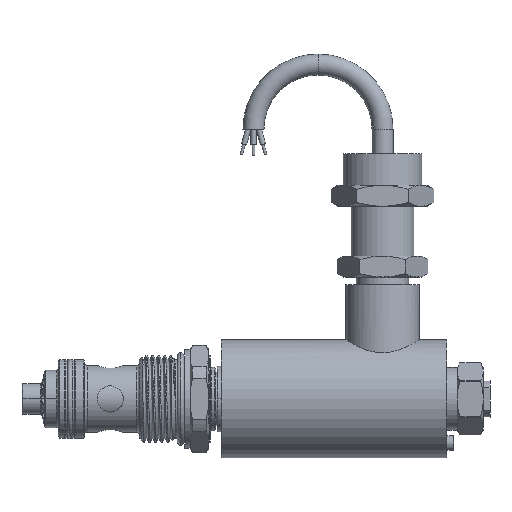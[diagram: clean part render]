
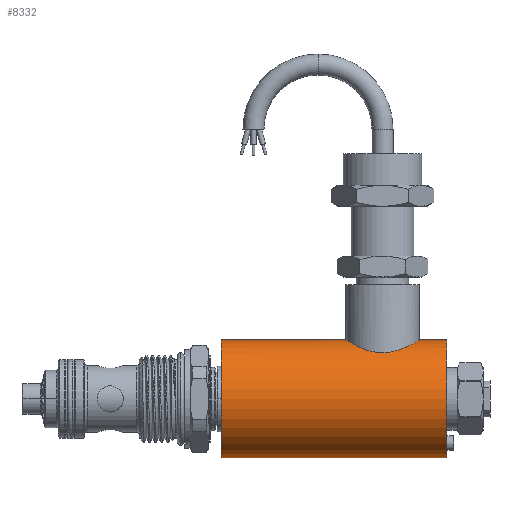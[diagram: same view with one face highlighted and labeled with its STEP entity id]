
A CAD part, front view. The second image highlights one B-rep face of the part: STEP entity #8332.
In plain terms, the highlighted cylindrical face has radius 22.5 mm (diameter 45 mm), a partial arc.
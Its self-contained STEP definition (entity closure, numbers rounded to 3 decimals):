
#284 = CARTESIAN_POINT ( 'NONE',  ( 64.925, -7.1, 21.354 ) ) ;
#425 = AXIS2_PLACEMENT_3D ( 'NONE', #4586, #8931, #11993 ) ;
#833 = VERTEX_POINT ( 'NONE', #6283 ) ;
#1096 = CARTESIAN_POINT ( 'NONE',  ( 90.625, -3.254, 22.268 ) ) ;
#1189 = CARTESIAN_POINT ( 'NONE',  ( 88.083, -8.602, 20.806 ) ) ;
#1391 = ORIENTED_EDGE ( 'NONE', *, *, #3104, .F. ) ;
#1965 = DIRECTION ( 'NONE',  ( 1., 0., 0. ) ) ;
#2054 = DIRECTION ( 'NONE',  ( 0., 0., -1. ) ) ;
#2146 = CARTESIAN_POINT ( 'NONE',  ( 81.593, -13.233, 18.198 ) ) ;
#2196 = CARTESIAN_POINT ( 'NONE',  ( 89.715, -5.877, 21.723 ) ) ;
#2242 = CARTESIAN_POINT ( 'NONE',  ( 80.715, -13.506, 17.996 ) ) ;
#2283 = CARTESIAN_POINT ( 'NONE',  ( 65.918, -8.602, 20.806 ) ) ;
#2289 = LINE ( 'NONE', #13498, #11704 ) ;
#2449 = AXIS2_PLACEMENT_3D ( 'NONE', #6164, #8386, #2054 ) ;
#2465 = CARTESIAN_POINT ( 'NONE',  ( 65.161, -7.487, 21.222 ) ) ;
#3061 = LINE ( 'NONE', #4021, #11790 ) ;
#3104 = EDGE_CURVE ( 'NONE', #4479, #6818, #8882, .T. ) ;
#3109 = CARTESIAN_POINT ( 'NONE',  ( 82.026, -13.075, 18.313 ) ) ;
#3202 = CARTESIAN_POINT ( 'NONE',  ( 86.231, -10.535, 19.884 ) ) ;
#3246 = CARTESIAN_POINT ( 'NONE',  ( 89.08, -7.091, 21.358 ) ) ;
#3290 = CARTESIAN_POINT ( 'NONE',  ( 73.288, -13.532, 17.978 ) ) ;
#3480 = CARTESIAN_POINT ( 'NONE',  ( 63.121, -1.898, 22.425 ) ) ;
#3491 = EDGE_LOOP ( 'NONE', ( #1391, #5994, #10157, #4780, #8863, #9502 ) ) ;
#3520 = EDGE_CURVE ( 'NONE', #7565, #8822, #10350, .T. ) ;
#3994 = DIRECTION ( 'NONE',  ( 1., 0., 0. ) ) ;
#4021 = CARTESIAN_POINT ( 'NONE',  ( 15.5, 0., -22.5 ) ) ;
#4479 = VERTEX_POINT ( 'NONE', #5864 ) ;
#4586 = CARTESIAN_POINT ( 'NONE',  ( 101.5, 0., 0. ) ) ;
#4780 = ORIENTED_EDGE ( 'NONE', *, *, #13727, .F. ) ;
#4896 = EDGE_CURVE ( 'NONE', #7597, #833, #11453, .T. ) ;
#5181 = CARTESIAN_POINT ( 'NONE',  ( 91., 0., 22.5 ) ) ;
#5223 = CARTESIAN_POINT ( 'NONE',  ( 76.069, -13.977, 17.632 ) ) ;
#5265 = CARTESIAN_POINT ( 'NONE',  ( 70.734, -12.528, 18.691 ) ) ;
#5307 = CARTESIAN_POINT ( 'NONE',  ( 85.541, -11.101, 19.573 ) ) ;
#5350 = CARTESIAN_POINT ( 'NONE',  ( 79.357, -13.808, 17.765 ) ) ;
#5466 = CARTESIAN_POINT ( 'NONE',  ( 91., 0., 22.5 ) ) ;
#5577 = CARTESIAN_POINT ( 'NONE',  ( 63.751, -4.617, 22.038 ) ) ;
#5632 = CARTESIAN_POINT ( 'NONE',  ( 64.487, -6.295, 21.606 ) ) ;
#5831 = CARTESIAN_POINT ( 'NONE',  ( 15.5, 0., 22.5 ) ) ;
#5864 = CARTESIAN_POINT ( 'NONE',  ( 15.5, 0., -22.5 ) ) ;
#5994 = ORIENTED_EDGE ( 'NONE', *, *, #6053, .T. ) ;
#6053 = EDGE_CURVE ( 'NONE', #4479, #8822, #3061, .T. ) ;
#6164 = CARTESIAN_POINT ( 'NONE',  ( 15.5, 0., 0. ) ) ;
#6283 = CARTESIAN_POINT ( 'NONE',  ( 63., 0., 22.5 ) ) ;
#6287 = CARTESIAN_POINT ( 'NONE',  ( 71.147, -12.726, 18.556 ) ) ;
#6337 = CARTESIAN_POINT ( 'NONE',  ( 85.185, -11.367, 19.42 ) ) ;
#6425 = CARTESIAN_POINT ( 'NONE',  ( 76.537, -14., 17.614 ) ) ;
#6570 = CARTESIAN_POINT ( 'NONE',  ( 63.476, -3.739, 22.206 ) ) ;
#6818 = VERTEX_POINT ( 'NONE', #13510 ) ;
#6960 = DIRECTION ( 'NONE',  ( 1., 0., 0. ) ) ;
#7057 = DIRECTION ( 'NONE',  ( 1., 0., 0. ) ) ;
#7370 = CARTESIAN_POINT ( 'NONE',  ( 68.816, -11.367, 19.419 ) ) ;
#7402 = CARTESIAN_POINT ( 'NONE',  ( 91., -0.944, 22.5 ) ) ;
#7448 = CARTESIAN_POINT ( 'NONE',  ( 78.892, -13.88, 17.709 ) ) ;
#7498 = CARTESIAN_POINT ( 'NONE',  ( 90.072, -5.033, 21.934 ) ) ;
#7565 = VERTEX_POINT ( 'NONE', #7568 ) ;
#7568 = CARTESIAN_POINT ( 'NONE',  ( 101.5, 0., 22.5 ) ) ;
#7597 = VERTEX_POINT ( 'NONE', #5466 ) ;
#7637 = CARTESIAN_POINT ( 'NONE',  ( 66.485, -9.286, 20.506 ) ) ;
#8332 = ADVANCED_FACE ( 'NONE', ( #12812 ), #10643, .T. ) ;
#8386 = DIRECTION ( 'NONE',  ( -1., 0., 0. ) ) ;
#8399 = CARTESIAN_POINT ( 'NONE',  ( 87.514, -9.288, 20.506 ) ) ;
#8480 = CARTESIAN_POINT ( 'NONE',  ( 89.516, -6.289, 21.607 ) ) ;
#8532 = CARTESIAN_POINT ( 'NONE',  ( 90.905, -1.876, 22.441 ) ) ;
#8679 = CARTESIAN_POINT ( 'NONE',  ( 63.194, -2.367, 22.38 ) ) ;
#8785 = LINE ( 'NONE', #5831, #11249 ) ;
#8822 = VERTEX_POINT ( 'NONE', #8907 ) ;
#8863 = ORIENTED_EDGE ( 'NONE', *, *, #4896, .T. ) ;
#8882 = CIRCLE ( 'NONE', #2449, 22.5 ) ;
#8907 = CARTESIAN_POINT ( 'NONE',  ( 101.5, 0., -22.5 ) ) ;
#8931 = DIRECTION ( 'NONE',  ( 1., 0., 0. ) ) ;
#9502 = ORIENTED_EDGE ( 'NONE', *, *, #12450, .F. ) ;
#9514 = CARTESIAN_POINT ( 'NONE',  ( 68.458, -11.101, 19.573 ) ) ;
#9557 = CARTESIAN_POINT ( 'NONE',  ( 83.293, -12.54, 18.687 ) ) ;
#9638 = CARTESIAN_POINT ( 'NONE',  ( 74.669, -13.813, 17.762 ) ) ;
#9869 = CARTESIAN_POINT ( 'NONE',  ( 63.024, -0.952, 22.485 ) ) ;
#10157 = ORIENTED_EDGE ( 'NONE', *, *, #3520, .F. ) ;
#10350 = CIRCLE ( 'NONE', #425, 22.5 ) ;
#10511 = CARTESIAN_POINT ( 'NONE',  ( 88.842, -7.482, 21.223 ) ) ;
#10553 = CARTESIAN_POINT ( 'NONE',  ( 67.768, -10.534, 19.884 ) ) ;
#10643 = CYLINDRICAL_SURFACE ( 'NONE', #11536, 22.5 ) ;
#10690 = CARTESIAN_POINT ( 'NONE',  ( 72.41, -13.258, 18.184 ) ) ;
#10789 = CARTESIAN_POINT ( 'NONE',  ( 63., 0., 22.5 ) ) ;
#11249 = VECTOR ( 'NONE', #6960, 1000. ) ;
#11453 = B_SPLINE_CURVE_WITH_KNOTS ( 'NONE', 3,
 ( #5181, #7402, #8532, #1096, #12691, #12837, #7498, #2196, #8480, #3246, #10511, #1189, #8399, #11618, #3202, #5307, #6337, #11695, #9557, #3109, #2146, #2242, #11573, #5350, #7448, #12647, #12795, #6425, #5223, #12741, #9638, #3290, #10690, #6287, #5265, #13755, #13710, #7370, #9514, #10553, #11875, #7637, #2283, #2465, #284, #5632, #12922, #5577, #6570, #8679, #3480, #9869, #13020, #10789 ),
 .UNSPECIFIED., .F., .F.,
 ( 4, 2, 2, 2, 2, 2, 2, 2, 2, 2, 2, 2, 2, 2, 2, 2, 2, 2, 2, 2, 2, 2, 2, 2, 2, 2, 4 ),
 ( 0.045, 0.048, 0.049, 0.051, 0.052, 0.053, 0.056, 0.058, 0.059, 0.062, 0.063, 0.065, 0.066, 0.067, 0.069, 0.07, 0.073, 0.075, 0.076, 0.077, 0.079, 0.082, 0.083, 0.084, 0.087, 0.089, 0.09 ),
 .UNSPECIFIED. ) ;
#11536 = AXIS2_PLACEMENT_3D ( 'NONE', #12330, #7057, #13442 ) ;
#11573 = CARTESIAN_POINT ( 'NONE',  ( 80.268, -13.621, 17.909 ) ) ;
#11618 = CARTESIAN_POINT ( 'NONE',  ( 86.564, -10.233, 20.041 ) ) ;
#11695 = CARTESIAN_POINT ( 'NONE',  ( 84.079, -12.111, 18.971 ) ) ;
#11704 = VECTOR ( 'NONE', #3994, 1000. ) ;
#11790 = VECTOR ( 'NONE', #1965, 1000. ) ;
#11875 = CARTESIAN_POINT ( 'NONE',  ( 67.434, -10.232, 20.042 ) ) ;
#11993 = DIRECTION ( 'NONE',  ( 0., 0., 1. ) ) ;
#12330 = CARTESIAN_POINT ( 'NONE',  ( 15.5, 0., 0. ) ) ;
#12450 = EDGE_CURVE ( 'NONE', #6818, #833, #8785, .T. ) ;
#12647 = CARTESIAN_POINT ( 'NONE',  ( 77.947, -13.976, 17.633 ) ) ;
#12691 = CARTESIAN_POINT ( 'NONE',  ( 90.507, -3.712, 22.196 ) ) ;
#12741 = CARTESIAN_POINT ( 'NONE',  ( 75.136, -13.883, 17.706 ) ) ;
#12795 = CARTESIAN_POINT ( 'NONE',  ( 77.476, -14., 17.614 ) ) ;
#12812 = FACE_OUTER_BOUND ( 'NONE', #3491, .T. ) ;
#12837 = CARTESIAN_POINT ( 'NONE',  ( 90.231, -4.6, 22.029 ) ) ;
#12922 = CARTESIAN_POINT ( 'NONE',  ( 64.287, -5.881, 21.722 ) ) ;
#13020 = CARTESIAN_POINT ( 'NONE',  ( 63., -0.475, 22.5 ) ) ;
#13442 = DIRECTION ( 'NONE',  ( 0., 0., 1. ) ) ;
#13498 = CARTESIAN_POINT ( 'NONE',  ( 15.5, 0., 22.5 ) ) ;
#13510 = CARTESIAN_POINT ( 'NONE',  ( 15.5, 0., 22.5 ) ) ;
#13710 = CARTESIAN_POINT ( 'NONE',  ( 69.557, -11.866, 19.119 ) ) ;
#13727 = EDGE_CURVE ( 'NONE', #7597, #7565, #2289, .T. ) ;
#13755 = CARTESIAN_POINT ( 'NONE',  ( 69.94, -12.098, 18.972 ) ) ;
